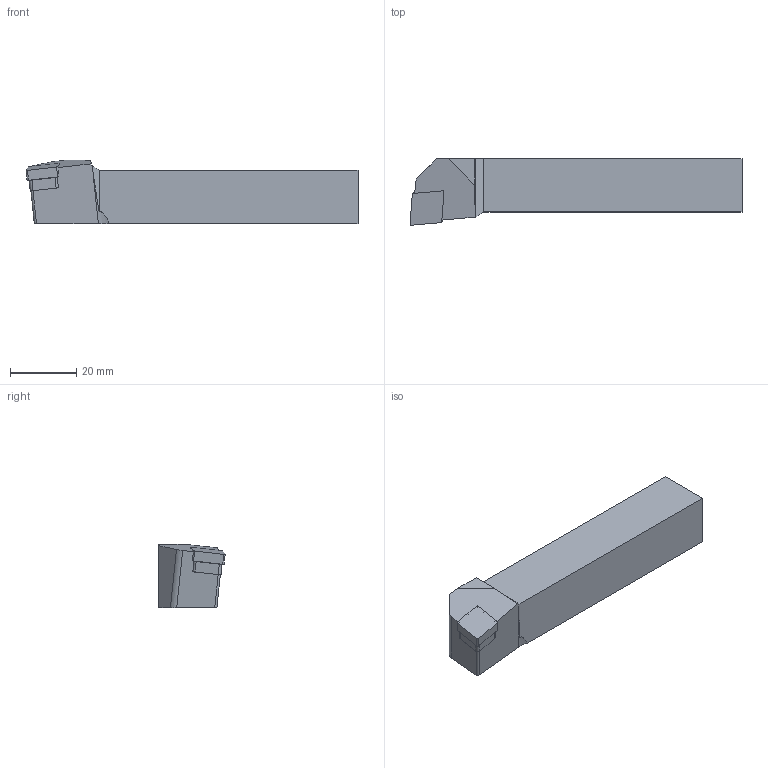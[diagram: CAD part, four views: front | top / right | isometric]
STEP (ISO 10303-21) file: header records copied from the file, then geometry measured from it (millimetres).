
FILE_DESCRIPTION(/* description */ (''),/* implementation_level */ '2;1');
FILE_NAME(/* name */ 'PCLNR-1616-H09.stp',/* time_stamp */ '2023-09-29T12:15:44+03:00',/* author */ (''),/* organization */ (''),/* preprocessor_version */ 'ST-DEVELOPER v19.4',/* originating_system */ 'SIEMENS PLM Software NX2306.3001',/* authorisation */ '');
FILE_SCHEMA (('AUTOMOTIVE_DESIGN { 1 0 10303 214 3 1 1 1 }'));
Length unit declared in the file: millimetre
Products named in the file (1): PCLNR-1616-H09
Bounding box: 100 x 20 x 19 mm (x, y, z)
Volume: 25915.9 mm3; surface area: 7217.4 mm2
Topology: 2 solids, 2 shells, 39 faces, 102 edges, 67 vertices
Faces by surface type: plane 28, cylinder 11
Entity records: 1297 total; most frequent: CARTESIAN_POINT 209, DIRECTION 207, ORIENTED_EDGE 204, EDGE_CURVE 102, LINE 77, VECTOR 77, VERTEX_POINT 67, AXIS2_PLACEMENT_3D 65
